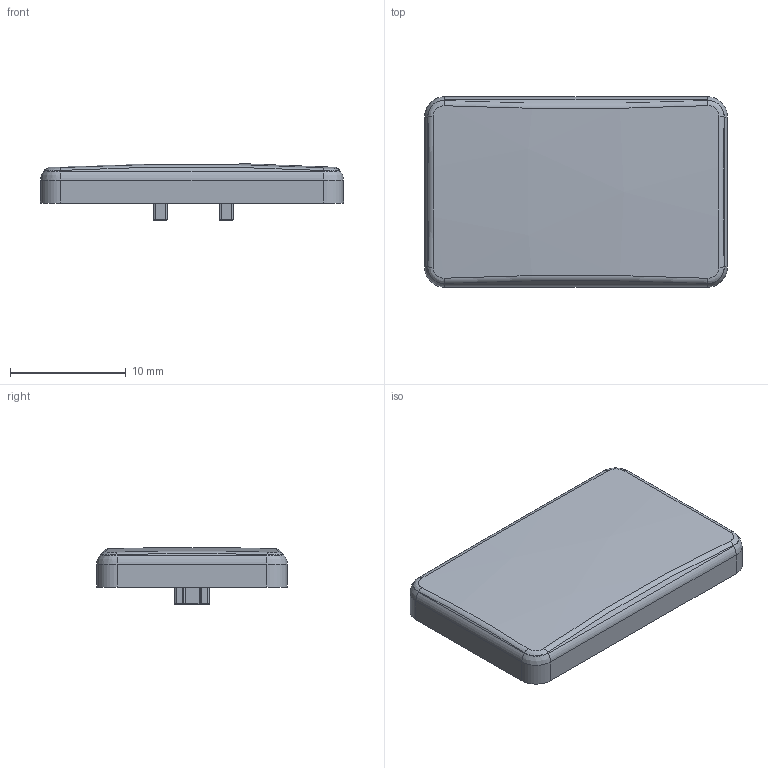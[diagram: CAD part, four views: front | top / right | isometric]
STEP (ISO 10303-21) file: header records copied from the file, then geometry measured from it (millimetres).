
FILE_DESCRIPTION(/* description */ (''),/* implementation_level */ '2;1');
FILE_NAME(/* name */ 'MBK_Keycap_-_1.5u BLACK.step',/* time_stamp */ '2023-05-24T22:09:53+02:00',/* author */ (''),/* organization */ (''),/* preprocessor_version */ 'ST-DEVELOPER v19.2',/* originating_system */ 'Autodesk Translation Framework v12.4.0.73',/* authorisation */ '');
FILE_SCHEMA (('AUTOMOTIVE_DESIGN { 1 0 10303 214 3 1 1 }'));
Length unit declared in the file: millimetre
Products named in the file (1): MBK_Keycap_-_1.5u BLACK
Bounding box: 26.18 x 16.45 x 4.92 mm (x, y, z)
Volume: 904.5 mm3; surface area: 1199.6 mm2
Topology: 1 solids, 1 shells, 208 faces, 498 edges, 288 vertices
Faces by surface type: cylinder 76, plane 63, bspline 28, torus 28, sphere 9, cone 4
Full cylindrical faces by diameter (mm): 2.762 x1, 2.826 x1, 2.893 x1, 3.007 x1
Entity records: 6858 total; most frequent: CARTESIAN_POINT 2091, DIRECTION 1022, ORIENTED_EDGE 976, EDGE_CURVE 488, AXIS2_PLACEMENT_3D 393, VERTEX_POINT 288, LINE 236, VECTOR 236
